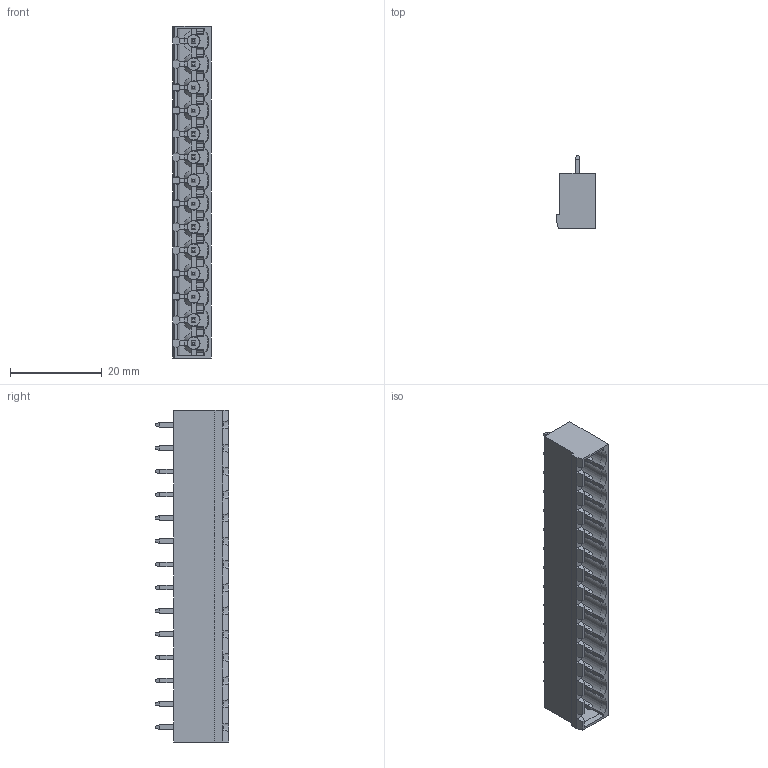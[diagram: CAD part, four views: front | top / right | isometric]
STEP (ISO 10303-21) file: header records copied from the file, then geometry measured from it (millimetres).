
FILE_DESCRIPTION((''),'2;1');
FILE_NAME('WJ2EDGVC-508-14P','2017-03-16T',('QZY'),(''),'CREO PARAMETRIC BY PTC INC, 2014440','CREO PARAMETRIC BY PTC INC, 2014440','');
FILE_SCHEMA(('CONFIG_CONTROL_DESIGN'));
Length unit declared in the file: millimetre
Products named in the file (1): WJ2EDGVC-508-14P
Bounding box: 8.5 x 16 x 72.52 mm (x, y, z)
Volume: 2814.6 mm3; surface area: 6258.7 mm2
Topology: 1 solids, 1 shells, 1172 faces, 3057 edges, 1887 vertices
Faces by surface type: plane 1017, cone 68, cylinder 59, sphere 28
Entity records: 35007 total; most frequent: CARTESIAN_POINT 6461, ORIENTED_EDGE 6058, DIRECTION 5617, EDGE_CURVE 3029, VECTOR 2625, LINE 2625, VERTEX_POINT 1887, AXIS2_PLACEMENT_3D 1496
